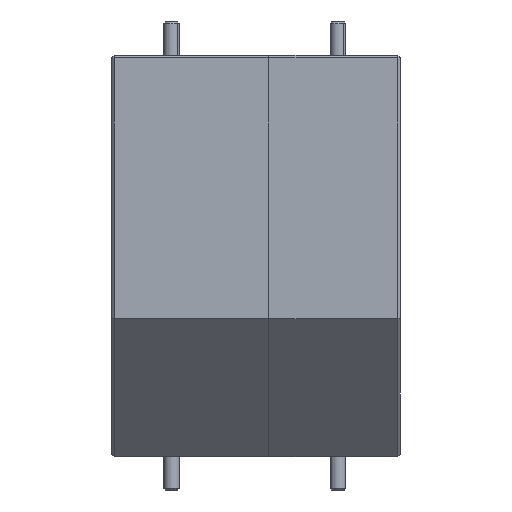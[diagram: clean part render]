
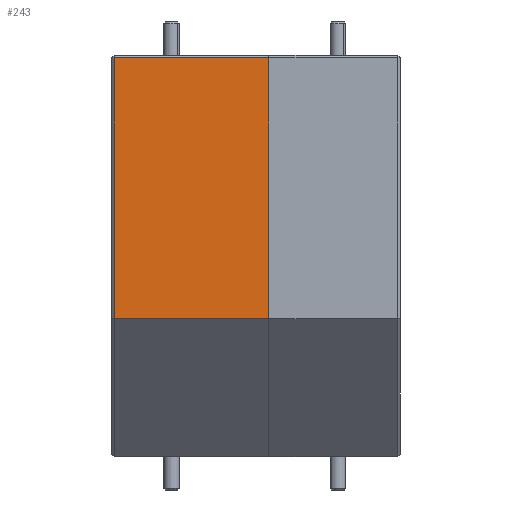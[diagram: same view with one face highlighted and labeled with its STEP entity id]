
A CAD part, left-side view. The second image highlights one B-rep face of the part: STEP entity #243.
In plain terms, the highlighted planar face has unit normal (-1, 0, 0).
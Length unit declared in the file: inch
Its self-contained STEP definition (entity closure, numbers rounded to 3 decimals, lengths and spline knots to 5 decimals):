
#243 = ADVANCED_FACE ( 'NONE', ( #32565 ), #13031, .F. ) ;
#259 = ORIENTED_EDGE ( 'NONE', *, *, #12411, .T. ) ;
#535 = DIRECTION ( 'NONE',  ( 0., 0., 1. ) ) ;
#2279 = LINE ( 'NONE', #18884, #4395 ) ;
#2306 = VERTEX_POINT ( 'NONE', #30457 ) ;
#3645 = LINE ( 'NONE', #30718, #5036 ) ;
#4395 = VECTOR ( 'NONE', #13282, 39.37008 ) ;
#5036 = VECTOR ( 'NONE', #25822, 39.37008 ) ;
#5228 = VERTEX_POINT ( 'NONE', #13514 ) ;
#6495 = CARTESIAN_POINT ( 'NONE',  ( -5.33626, 2.65241, 2.04568 ) ) ;
#8957 = LINE ( 'NONE', #28473, #26205 ) ;
#9056 = AXIS2_PLACEMENT_3D ( 'NONE', #15567, #17925, #26572 ) ;
#9396 = CARTESIAN_POINT ( 'NONE',  ( -5.33626, 2.65241, 2.05568 ) ) ;
#10539 = ORIENTED_EDGE ( 'NONE', *, *, #16559, .T. ) ;
#12411 = EDGE_CURVE ( 'NONE', #2306, #18451, #2279, .T. ) ;
#13031 = PLANE ( 'NONE',  #9056 ) ;
#13282 = DIRECTION ( 'NONE',  ( 0., 1., 0. ) ) ;
#13514 = CARTESIAN_POINT ( 'NONE',  ( -5.33626, 2.03641, 1.00568 ) ) ;
#15567 = CARTESIAN_POINT ( 'NONE',  ( -5.33626, 2.66241, 2.05568 ) ) ;
#16559 = EDGE_CURVE ( 'NONE', #5228, #2306, #8957, .T. ) ;
#17925 = DIRECTION ( 'NONE',  ( 1., 0., 0. ) ) ;
#18451 = VERTEX_POINT ( 'NONE', #6495 ) ;
#18731 = VERTEX_POINT ( 'NONE', #21222 ) ;
#18884 = CARTESIAN_POINT ( 'NONE',  ( -5.33626, 2.66241, 2.04568 ) ) ;
#19906 = ORIENTED_EDGE ( 'NONE', *, *, #34568, .T. ) ;
#21222 = CARTESIAN_POINT ( 'NONE',  ( -5.33626, 2.65241, 1.00568 ) ) ;
#25618 = ORIENTED_EDGE ( 'NONE', *, *, #26569, .T. ) ;
#25822 = DIRECTION ( 'NONE',  ( 0., -1., 0. ) ) ;
#26132 = VECTOR ( 'NONE', #31806, 39.37008 ) ;
#26205 = VECTOR ( 'NONE', #535, 39.37008 ) ;
#26569 = EDGE_CURVE ( 'NONE', #18451, #18731, #34720, .T. ) ;
#26572 = DIRECTION ( 'NONE',  ( 0., 0., -1. ) ) ;
#27574 = EDGE_LOOP ( 'NONE', ( #10539, #259, #25618, #19906 ) ) ;
#28473 = CARTESIAN_POINT ( 'NONE',  ( -5.33626, 2.03641, 2.05568 ) ) ;
#30457 = CARTESIAN_POINT ( 'NONE',  ( -5.33626, 2.03641, 2.04568 ) ) ;
#30718 = CARTESIAN_POINT ( 'NONE',  ( -5.33626, 2.66241, 1.00568 ) ) ;
#31806 = DIRECTION ( 'NONE',  ( 0., 0., -1. ) ) ;
#32565 = FACE_OUTER_BOUND ( 'NONE', #27574, .T. ) ;
#34568 = EDGE_CURVE ( 'NONE', #18731, #5228, #3645, .T. ) ;
#34720 = LINE ( 'NONE', #9396, #26132 ) ;
